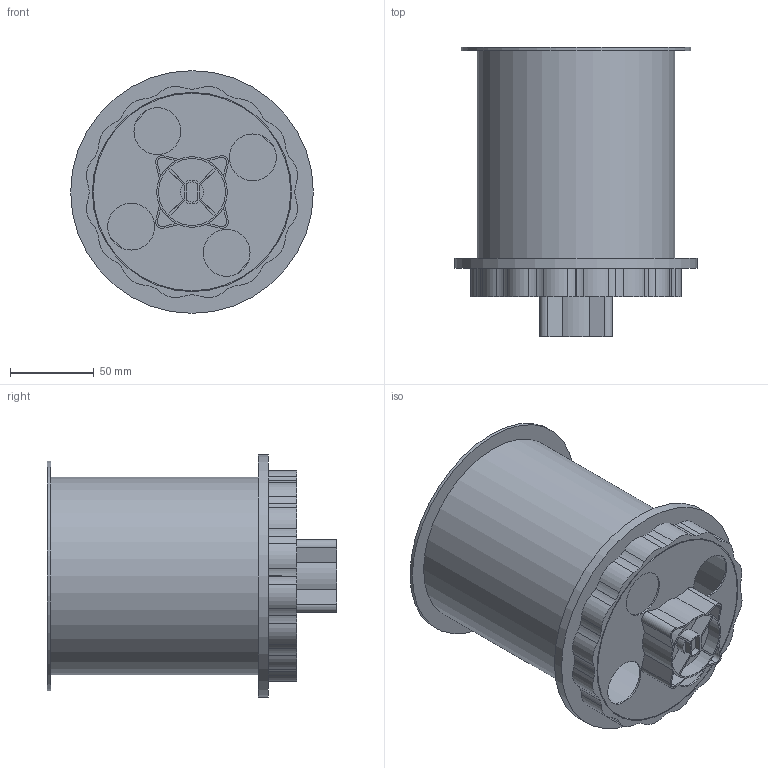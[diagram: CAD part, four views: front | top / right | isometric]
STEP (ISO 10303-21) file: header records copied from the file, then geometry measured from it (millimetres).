
FILE_DESCRIPTION(/* description */ (''),/* implementation_level */ '2;1');
FILE_NAME(/* name */ 'AE-BPW4S120P-XX.stp',/* time_stamp */ '2022-02-04T17:09:32+01:00',/* author */ ('SławomirO'),/* organization */ (''),/* preprocessor_version */ 'ST-DEVELOPER v18.1',/* originating_system */ 'Autodesk Inventor 2021',/* authorisation */ '');
FILE_SCHEMA (('AUTOMOTIVE_DESIGN { 1 0 10303 214 3 1 1 }'));
Length unit declared in the file: millimetre
Products named in the file (1): AE-BPW4S120P-XX
Bounding box: 145 x 173.2 x 145 mm (x, y, z)
Volume: 968083 mm3; surface area: 242322.2 mm2
Topology: 3 solids, 3 shells, 502 faces, 1323 edges, 892 vertices
Faces by surface type: plane 326, cylinder 175, cone 1
Full cylindrical faces by diameter (mm): 5 x8, 28 x4, 39 x4, 107 x1, 115 x1, 116 x1, 118 x1, 119 x1, 137 x1, 145 x1
Entity records: 15713 total; most frequent: DIRECTION 2769, CARTESIAN_POINT 2718, ORIENTED_EDGE 2646, EDGE_CURVE 1323, AXIS2_PLACEMENT_3D 943, VERTEX_POINT 892, LINE 883, VECTOR 883
